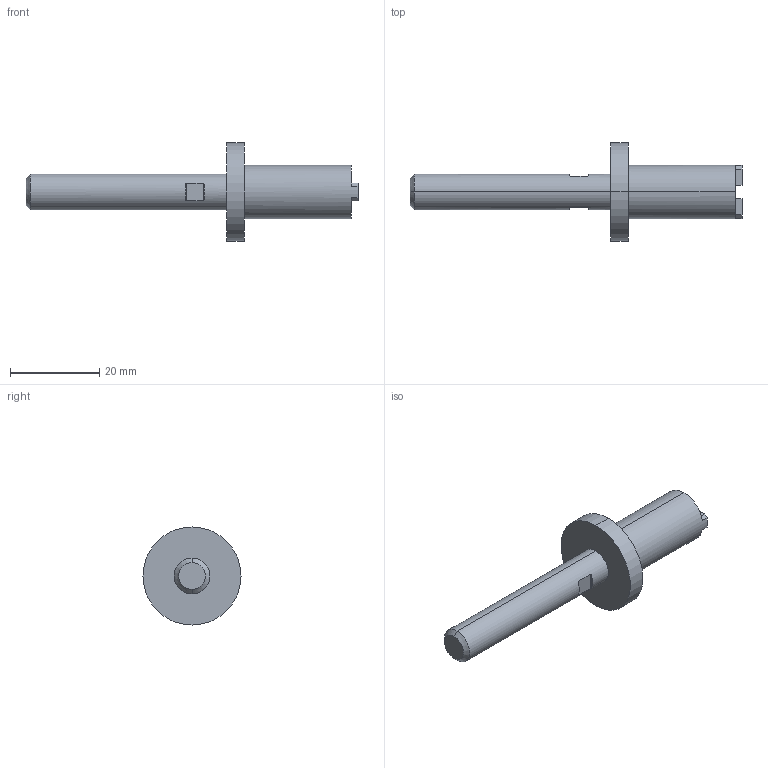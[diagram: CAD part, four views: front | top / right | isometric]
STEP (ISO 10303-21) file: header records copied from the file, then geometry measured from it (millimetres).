
FILE_DESCRIPTION (( 'STEP AP214' ), '1' );
FILE_NAME ('3-AxeBrossage.STEP', '2022-08-15T18:53:55', ( '' ), ( '' ), 'SwSTEP 2.0', 'SolidWorks 2019', '' );
FILE_SCHEMA (( 'AUTOMOTIVE_DESIGN' ));
Length unit declared in the file: millimetre
Products named in the file (1): 3-AxeBrossage
Bounding box: 74.5 x 22 x 22 mm (x, y, z)
Volume: 6085.6 mm3; surface area: 3449.7 mm2
Topology: 1 solids, 1 shells, 37 faces, 92 edges, 59 vertices
Faces by surface type: plane 21, cylinder 12, cone 4
Entity records: 1186 total; most frequent: CARTESIAN_POINT 243, DIRECTION 188, ORIENTED_EDGE 180, EDGE_CURVE 90, AXIS2_PLACEMENT_3D 68, VERTEX_POINT 59, VECTOR 52, LINE 52
